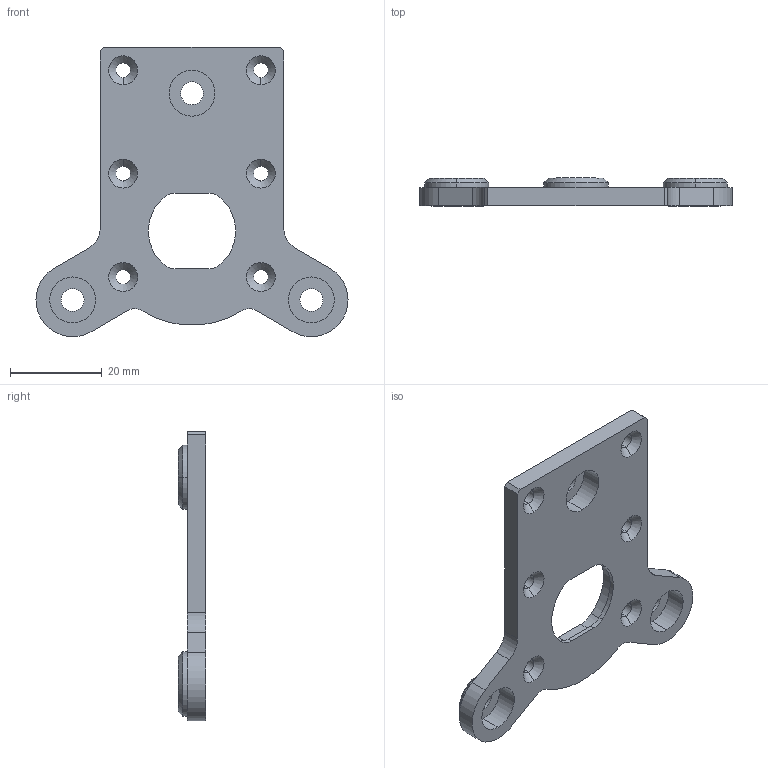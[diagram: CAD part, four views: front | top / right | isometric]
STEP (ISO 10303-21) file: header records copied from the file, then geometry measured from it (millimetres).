
FILE_DESCRIPTION (( 'STEP AP203' ), '1' );
FILE_NAME ('Paque Mobile Tool Changer.STEP', '2020-09-01T20:48:08', ( '' ), ( '' ), 'SwSTEP 2.0', 'SolidWorks 2018', '' );
FILE_SCHEMA (( 'CONFIG_CONTROL_DESIGN' ));
Length unit declared in the file: millimetre
Products named in the file (1): Paque Mobile Tool Changer
Bounding box: 67.96 x 6 x 63 mm (x, y, z)
Volume: 9303.9 mm3; surface area: 6929.5 mm2
Topology: 1 solids, 1 shells, 91 faces, 228 edges, 146 vertices
Faces by surface type: cylinder 51, plane 22, cone 18
Entity records: 2875 total; most frequent: DIRECTION 532, CARTESIAN_POINT 466, ORIENTED_EDGE 456, EDGE_CURVE 228, AXIS2_PLACEMENT_3D 212, VERTEX_POINT 146, CIRCLE 120, EDGE_LOOP 118
